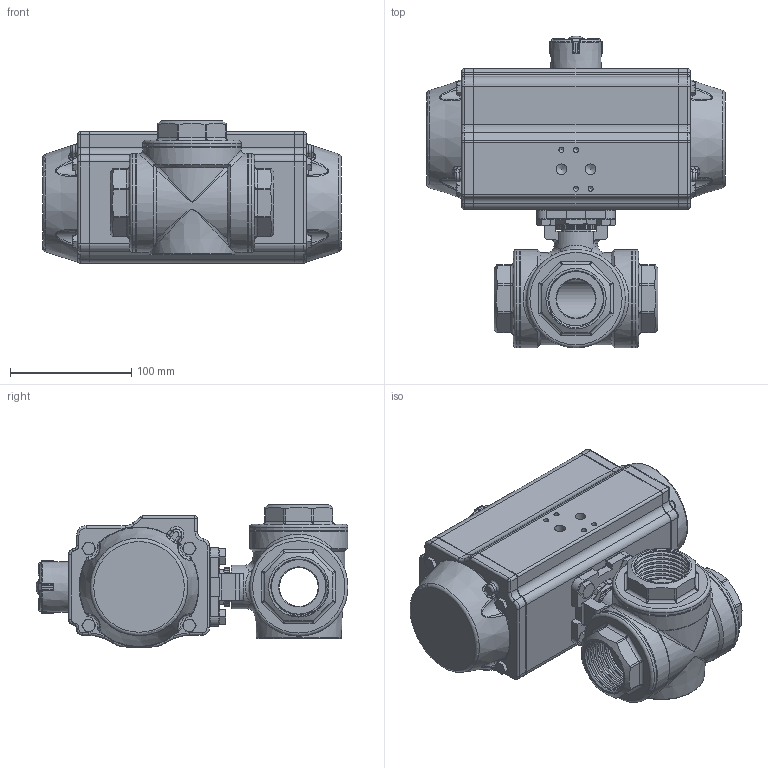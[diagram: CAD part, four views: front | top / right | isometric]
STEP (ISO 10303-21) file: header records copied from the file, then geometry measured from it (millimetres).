
FILE_DESCRIPTION(/* description */ ('Unknown','CAx-IF Rec.Pracs.---Representation and Presentation of Product Manufacturing Information (PMI)---4.0---2014-10-13','CAx-IF Rec.Pracs.---3D Tessellated Geometry---0.4---2014-09-14','2;1'),/* implementation_level */ '2;1');
FILE_NAME(/* name */ 'FR04 9334_9335-08',/* time_stamp */ '2023-11-02T09:14:38+01:00',/* author */ ('Unknown'),/* organization */ ('Unknown'),/* preprocessor_version */ 'ST-DEVELOPER v18.102',/* originating_system */ 'Solid Edge',/* authorisation */ 'Unknown');
FILE_SCHEMA (('AP242_MANAGED_MODEL_BASED_3D_ENGINEERING_MIM_LF { 1 0 10303 442 1 1 4 }'));
Products named in the file (11): DW03 9334_9335-08; 8.303_308.040; DW05_FR04_(DW110_FR81); ____; ________(___________; _____________; ______; hexagon head bolts--product grade c gb_GB_FASTENER_BOLT_HHBC M6X30-N; cup head nib bolts with large head gb_GB_FASTENER_BOLT_CHNBW M6X25-N; KP-88; DIN 933 M8x22 A2-70 BLK_EDST
Assembly tree (22 placements, depth 4):
  DW03 9334_9335-08
    8.303_308.040
    DW05_FR04_(DW110_FR81)
      ____
        ________(___________  x2
        _____________  x2
        ______
      hexagon head bolts--product grade c gb_GB_FASTENER_BOLT_HHBC M6X30-N  x8
      cup head nib bolts with large head gb_GB_FASTENER_BOLT_CHNBW M6X25-N
      KP-88
    DIN 933 M8x22 A2-70 BLK_EDST  x4
Bounding box: 246 x 256.81 x 117 mm (x, y, z)
Volume: 3025423.2 mm3; surface area: 239534.1 mm2
Topology: 20 solids, 20 shells, 1819 faces, 4574 edges, 2831 vertices
Faces by surface type: plane 717, cylinder 459, bspline 345, cone 147, torus 140, sphere 11
Full cylindrical faces by diameter (mm): 3 x16, 3.3 x10, 4.2 x4, 4.66 x1, 5 x17, 6 x9, 6.2 x1, 6.8 x4, 7 x4, 8 x4, 8.8 x2, 9 x4, 13 x4, 24.6 x1, 24.8 x1, 25 x1, 28 x1, 32 x4, 35.2 x1, 36 x1, 38.5 x1, 40 x1, 57 x1, 81 x6
Entity records: 77822 total; most frequent: CARTESIAN_POINT 44803, ORIENTED_EDGE 7124, DIRECTION 5916, EDGE_CURVE 3562, VERTEX_POINT 2347, AXIS2_PLACEMENT_3D 2091, FACE_BOUND 1765, EDGE_LOOP 1742
